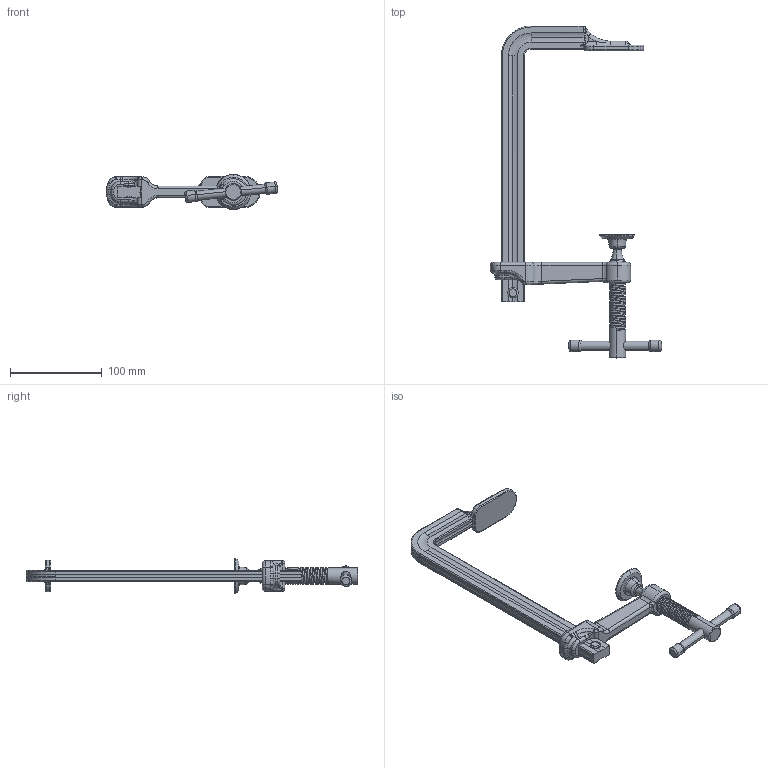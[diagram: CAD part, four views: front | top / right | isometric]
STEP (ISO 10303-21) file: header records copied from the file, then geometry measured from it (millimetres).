
FILE_DESCRIPTION (( 'STEP AP214' ), '1' );
FILE_NAME ('GH-S20C10.STEP', '2025-12-18T08:30:23', ( '' ), ( '' ), 'SwSTEP 2.0', 'SolidWorks 2016', '' );
FILE_SCHEMA (( 'AUTOMOTIVE_DESIGN' ));
Length unit declared in the file: millimetre
Products named in the file (7): S30C1001-3; S20C1008; rivet; S30C1005; GH-S20C10; S30C1001-2; S30C1001-1
Assembly tree (6 placements, depth 2):
  GH-S20C10
    S30C1005
    S30C1001-1
    S30C1001-2
    S30C1001-3
    rivet
    S20C1008
Bounding box: 186.17 x 360.92 x 38.2 mm (x, y, z)
Volume: 207806.5 mm3; surface area: 64248.8 mm2
Topology: 6 solids, 6 shells, 458 faces, 1172 edges, 723 vertices
Faces by surface type: cylinder 157, plane 151, torus 81, bspline 57, sphere 8, cone 4
Entity records: 27668 total; most frequent: CARTESIAN_POINT 16815, ORIENTED_EDGE 2322, DIRECTION 2165, EDGE_CURVE 1161, AXIS2_PLACEMENT_3D 832, VERTEX_POINT 720, VECTOR 501, LINE 501
